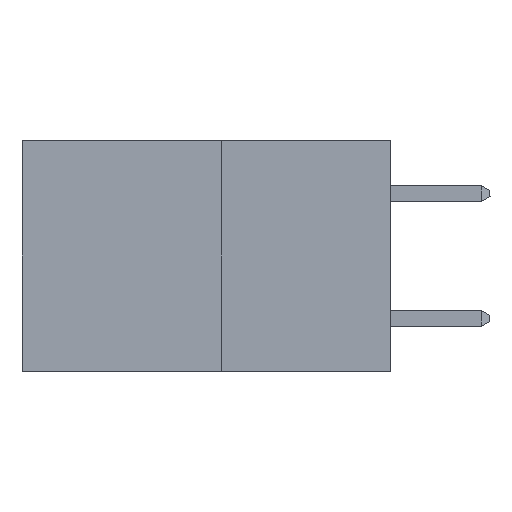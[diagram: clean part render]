
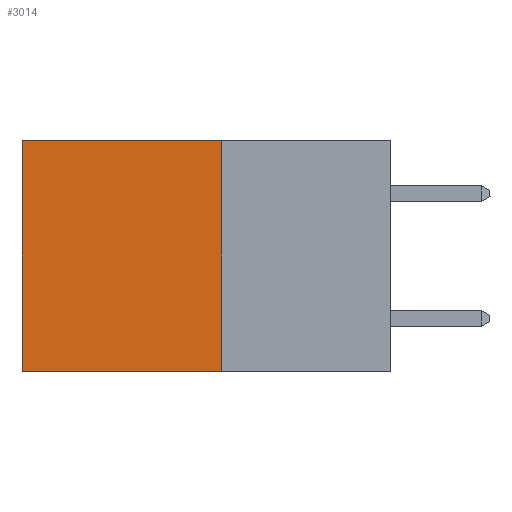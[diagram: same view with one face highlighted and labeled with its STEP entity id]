
A CAD part, left-side view. The second image highlights one B-rep face of the part: STEP entity #3014.
In plain terms, the highlighted planar face has unit normal (-1, 0, 0).
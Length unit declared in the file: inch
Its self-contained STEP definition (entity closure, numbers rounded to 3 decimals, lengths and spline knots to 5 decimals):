
#23 = VERTEX_POINT ( 'NONE', #2138 ) ;
#129 = ORIENTED_EDGE ( 'NONE', *, *, #6085, .T. ) ;
#179 = ORIENTED_EDGE ( 'NONE', *, *, #7943, .F. ) ;
#414 = VERTEX_POINT ( 'NONE', #6340 ) ;
#466 = FACE_OUTER_BOUND ( 'NONE', #688, .T. ) ;
#492 = LINE ( 'NONE', #892, #5916 ) ;
#651 = CARTESIAN_POINT ( 'NONE',  ( 0.277, 0.27, 0. ) ) ;
#688 = EDGE_LOOP ( 'NONE', ( #129, #179, #5647, #4909 ) ) ;
#838 = EDGE_CURVE ( 'NONE', #1079, #414, #6695, .T. ) ;
#892 = CARTESIAN_POINT ( 'NONE',  ( 0.277, 0.27, 0. ) ) ;
#1079 = VERTEX_POINT ( 'NONE', #651 ) ;
#1570 = EDGE_CURVE ( 'NONE', #1079, #2186, #492, .T. ) ;
#1615 = VECTOR ( 'NONE', #3412, 39.37008 ) ;
#2138 = CARTESIAN_POINT ( 'NONE',  ( 0.277, 0.59, -0.37 ) ) ;
#2186 = VERTEX_POINT ( 'NONE', #5049 ) ;
#2353 = VECTOR ( 'NONE', #7615, 39.37008 ) ;
#2857 = DIRECTION ( 'NONE',  ( 0., 0., -1. ) ) ;
#3014 = ADVANCED_FACE ( 'NONE', ( #466 ), #6434, .F. ) ;
#3412 = DIRECTION ( 'NONE',  ( 0., 0., -1. ) ) ;
#3819 = CARTESIAN_POINT ( 'NONE',  ( 0.277, 0.27, -0.37 ) ) ;
#3847 = VECTOR ( 'NONE', #2857, 39.37008 ) ;
#4281 = LINE ( 'NONE', #7015, #2353 ) ;
#4702 = CARTESIAN_POINT ( 'NONE',  ( 0.277, 0.59, -0.37 ) ) ;
#4909 = ORIENTED_EDGE ( 'NONE', *, *, #1570, .T. ) ;
#4956 = DIRECTION ( 'NONE',  ( 0., 1., 0. ) ) ;
#5049 = CARTESIAN_POINT ( 'NONE',  ( 0.277, 0.59, 0. ) ) ;
#5085 = AXIS2_PLACEMENT_3D ( 'NONE', #3819, #7741, #7691 ) ;
#5635 = CARTESIAN_POINT ( 'NONE',  ( 0.277, 0.27, -0.37 ) ) ;
#5647 = ORIENTED_EDGE ( 'NONE', *, *, #838, .F. ) ;
#5916 = VECTOR ( 'NONE', #4956, 39.37008 ) ;
#6085 = EDGE_CURVE ( 'NONE', #2186, #23, #7758, .T. ) ;
#6340 = CARTESIAN_POINT ( 'NONE',  ( 0.277, 0.27, -0.37 ) ) ;
#6434 = PLANE ( 'NONE',  #5085 ) ;
#6695 = LINE ( 'NONE', #5635, #1615 ) ;
#7015 = CARTESIAN_POINT ( 'NONE',  ( 0.277, 0.27, -0.37 ) ) ;
#7615 = DIRECTION ( 'NONE',  ( 0., 1., 0. ) ) ;
#7691 = DIRECTION ( 'NONE',  ( 0., 0., -1. ) ) ;
#7741 = DIRECTION ( 'NONE',  ( 1., 0., 0. ) ) ;
#7758 = LINE ( 'NONE', #4702, #3847 ) ;
#7943 = EDGE_CURVE ( 'NONE', #414, #23, #4281, .T. ) ;
